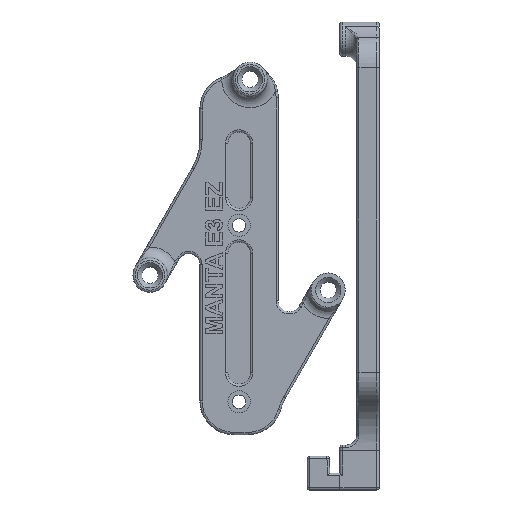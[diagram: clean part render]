
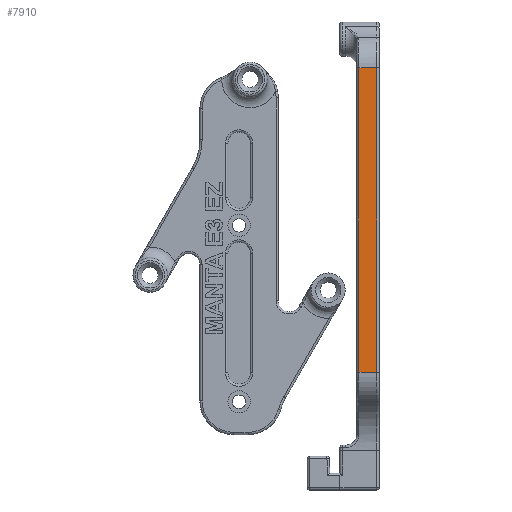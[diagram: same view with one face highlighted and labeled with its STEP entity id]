
A CAD part, top view. The second image highlights one B-rep face of the part: STEP entity #7910.
In plain terms, the highlighted planar face has unit normal (0, 0, 1).
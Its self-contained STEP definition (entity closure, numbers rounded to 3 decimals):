
#1009=FACE_OUTER_BOUND('',#1499,.T.);
#1499=EDGE_LOOP('',(#7130,#7131,#7132,#7133));
#2293=LINE('',#13967,#3096);
#2301=LINE('',#14056,#3104);
#2313=LINE('',#14108,#3116);
#2314=LINE('',#14110,#3117);
#3096=VECTOR('',#10316,10.);
#3104=VECTOR('',#10384,10.);
#3116=VECTOR('',#10456,10.);
#3117=VECTOR('',#10459,10.);
#3800=VERTEX_POINT('',#13961);
#3801=VERTEX_POINT('',#13965);
#3814=VERTEX_POINT('',#14048);
#3816=VERTEX_POINT('',#14054);
#4886=EDGE_CURVE('',#3801,#3800,#2293,.T.);
#4913=EDGE_CURVE('',#3816,#3814,#2301,.T.);
#4941=EDGE_CURVE('',#3814,#3801,#2313,.T.);
#4942=EDGE_CURVE('',#3800,#3816,#2314,.T.);
#7130=ORIENTED_EDGE('',*,*,#4886,.F.);
#7131=ORIENTED_EDGE('',*,*,#4941,.F.);
#7132=ORIENTED_EDGE('',*,*,#4913,.F.);
#7133=ORIENTED_EDGE('',*,*,#4942,.F.);
#7470=PLANE('',#8507);
#7910=ADVANCED_FACE('',(#1009),#7470,.T.);
#8507=AXIS2_PLACEMENT_3D('',#14109,#10457,#10458);
#10316=DIRECTION('',(0.,1.,0.));
#10384=DIRECTION('',(0.,-1.,0.));
#10456=DIRECTION('',(-1.,0.,0.));
#10457=DIRECTION('center_axis',(0.,0.,
1.));
#10458=DIRECTION('ref_axis',(0.,1.,0.));
#10459=DIRECTION('',(1.,0.,0.));
#13961=CARTESIAN_POINT('',(93.002,72.174,12.));
#13965=CARTESIAN_POINT('',(93.002,17.869,12.));
#13967=CARTESIAN_POINT('',(93.002,27.262,12.));
#14048=CARTESIAN_POINT('',(96.202,17.869,12.));
#14054=CARTESIAN_POINT('',(96.202,72.174,12.));
#14056=CARTESIAN_POINT('',(96.202,27.262,12.));
#14108=CARTESIAN_POINT('',(96.602,17.869,12.));
#14109=CARTESIAN_POINT('Origin',(96.602,13.736,12.));
#14110=CARTESIAN_POINT('',(96.602,72.174,12.));
